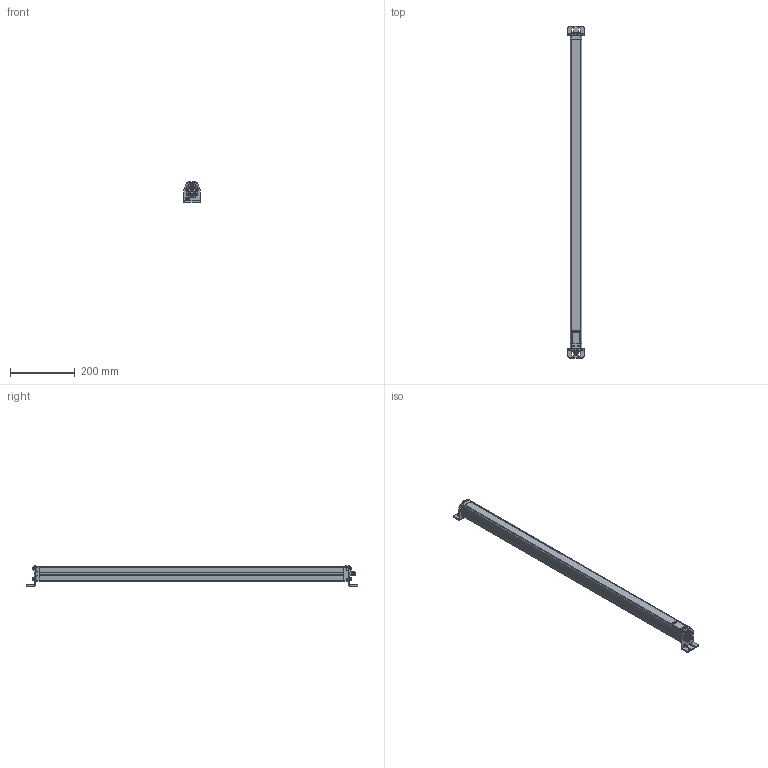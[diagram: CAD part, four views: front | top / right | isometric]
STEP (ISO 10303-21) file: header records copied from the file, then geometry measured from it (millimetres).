
FILE_DESCRIPTION((''),'2;1');
FILE_NAME('139506_ASM','2015-12-02T',('pdmadmin'),(''),'PRO/ENGINEER BY PARAMETRIC TECHNOLOGY CORPORATION, 2013230','PRO/ENGINEER BY PARAMETRIC TECHNOLOGY CORPORATION, 2013230','');
FILE_SCHEMA(('CONFIG_CONTROL_DESIGN'));
Length unit declared in the file: inch
Products named in the file (21): 111900; 131958; 111912; 113245_ASM; 125310; 113680; 109551; 123800_AF1466; 114466; 113974; 109552; 111625; 119220; 63529; 111838_ASM; 123801_AF1167; 111834; 111835; 111087; 58892_GENERIC; 139506_ASM
Assembly tree (32 placements, depth 3):
  139506_ASM
    113245_ASM
      111900
      131958
      111912
    125310
    113680
    109551
    123800_AF1466
    114466  x8
    113974
    111838_ASM
      109552
      111625
      119220
      63529
    123801_AF1167
    111834
    111835  x2
    111087  x2
    58892_GENERIC  x4
Bounding box: 50 x 1029 x 63 mm (x, y, z)
Volume: 643494.2 mm3; surface area: 411277.5 mm2
Topology: 31 solids, 39 shells, 3297 faces, 8996 edges, 5837 vertices
Faces by surface type: plane 1769, cylinder 1203, bspline 193, torus 62, sphere 40, cone 30
Entity records: 64931 total; most frequent: CARTESIAN_POINT 22572, ORIENTED_EDGE 8862, DIRECTION 8407, EDGE_CURVE 4447, VECTOR 3079, LINE 3079, VERTEX_POINT 2858, AXIS2_PLACEMENT_3D 2664
